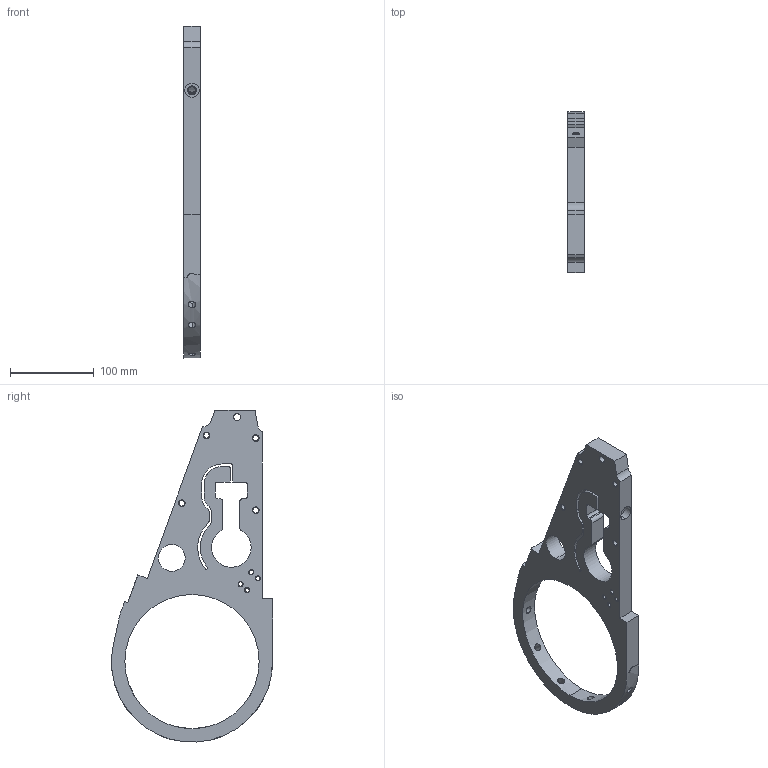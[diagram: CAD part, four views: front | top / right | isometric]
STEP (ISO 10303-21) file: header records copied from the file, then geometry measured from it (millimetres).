
FILE_DESCRIPTION (( 'STEP AP203' ), '1' );
FILE_NAME ('right lifter rail v3.STEP', '2017-03-12T13:16:02', ( '' ), ( '' ), 'SwSTEP 2.0', 'SolidWorks 2015', '' );
FILE_SCHEMA (( 'CONFIG_CONTROL_DESIGN' ));
Length unit declared in the file: millimetre
Products named in the file (1): right lifter rail v3
Bounding box: 20 x 192 x 395.83 mm (x, y, z)
Volume: 530273.2 mm3; surface area: 106867.4 mm2
Topology: 1 solids, 1 shells, 124 faces, 342 edges, 220 vertices
Faces by surface type: cylinder 70, plane 32, cone 22
Entity records: 4937 total; most frequent: CARTESIAN_POINT 1566, DIRECTION 694, ORIENTED_EDGE 680, EDGE_CURVE 340, AXIS2_PLACEMENT_3D 258, VERTEX_POINT 220, LINE 178, VECTOR 178
